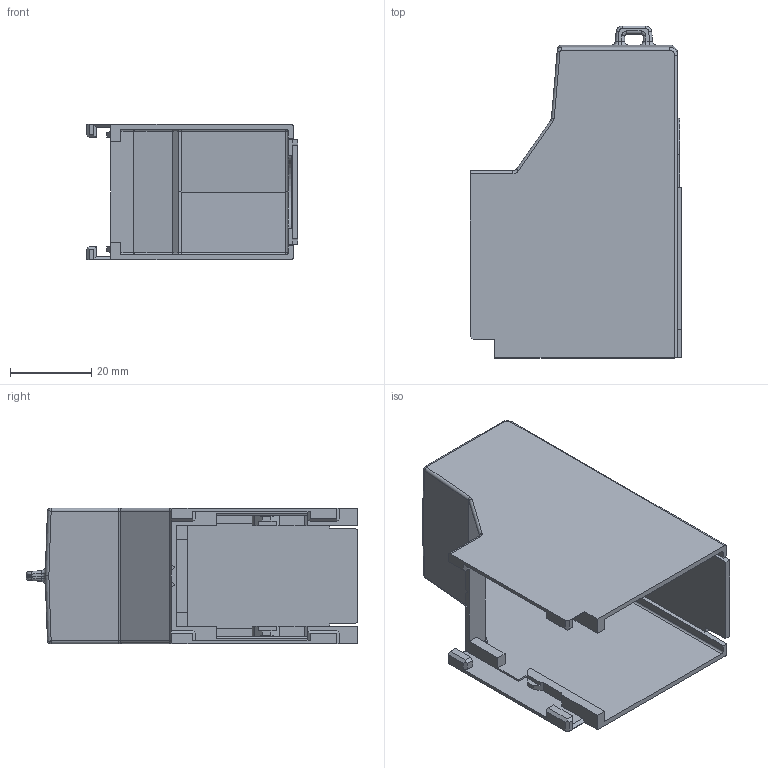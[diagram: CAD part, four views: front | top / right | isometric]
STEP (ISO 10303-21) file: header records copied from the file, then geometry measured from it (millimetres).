
FILE_DESCRIPTION((''),'2;1');
FILE_NAME('LIITINSUOJAT_ASSEMBLY_SW0002','2022-08-10T09:06:00',('FIANLEH10'),(''),'CREO PARAMETRIC BY PTC INC, 2020184','CREO PARAMETRIC BY PTC INC, 2020184','');
FILE_SCHEMA(('AUTOMOTIVE_DESIGN { 1 0 10303 214 1 1 1 1 }'));
Length unit declared in the file: millimetre
Products named in the file (1): LIITINSUOJAT_ASSEMBLY_SW0002
Bounding box: 52 x 81.7 x 33.4 mm (x, y, z)
Volume: 14646.9 mm3; surface area: 23264.9 mm2
Topology: 1 solids, 1 shells, 242 faces, 629 edges, 388 vertices
Faces by surface type: plane 140, cylinder 68, bspline 26, torus 4, cone 4
Entity records: 12196 total; most frequent: CARTESIAN_POINT 4213, ORIENTED_EDGE 1258, DIRECTION 1075, EDGE_CURVE 629, VECTOR 468, LINE 468, VERTEX_POINT 388, AXIS2_PLACEMENT_3D 302
